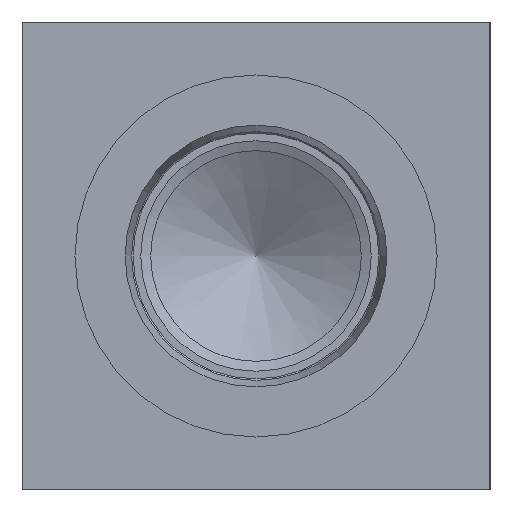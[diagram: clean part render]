
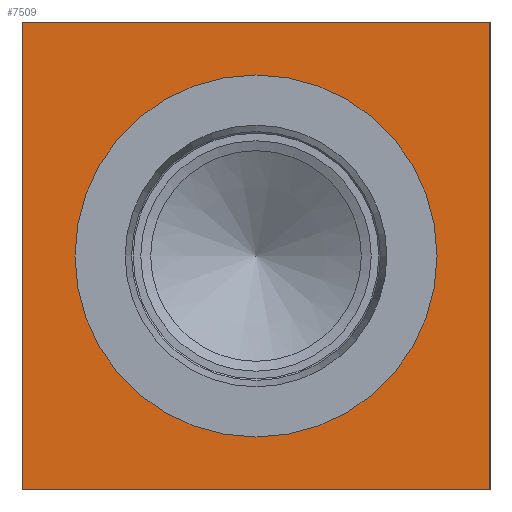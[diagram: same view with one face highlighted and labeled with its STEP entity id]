
A CAD part, left-side view. The second image highlights one B-rep face of the part: STEP entity #7509.
In plain terms, the highlighted planar face has unit normal (-1, 0, 0).
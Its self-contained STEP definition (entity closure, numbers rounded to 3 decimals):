
#191=CIRCLE('',#7917,24.562);
#192=CIRCLE('',#7918,24.562);
#264=FACE_BOUND('',#1343,.T.);
#913=FACE_OUTER_BOUND('',#1342,.T.);
#1342=EDGE_LOOP('',(#6574,#6575,#6576,#6577));
#1343=EDGE_LOOP('',(#6578,#6579));
#1627=LINE('',#11407,#2348);
#2069=LINE('',#12876,#2790);
#2070=LINE('',#12877,#2791);
#2071=LINE('',#12878,#2792);
#2348=VECTOR('',#8388,10.);
#2790=VECTOR('',#9542,10.);
#2791=VECTOR('',#9543,10.);
#2792=VECTOR('',#9544,10.);
#3078=VERTEX_POINT('',#11400);
#3081=VERTEX_POINT('',#11405);
#3463=VERTEX_POINT('',#12790);
#3464=VERTEX_POINT('',#12791);
#3491=VERTEX_POINT('',#12874);
#3492=VERTEX_POINT('',#12875);
#3918=EDGE_CURVE('',#3081,#3078,#1627,.T.);
#4485=EDGE_CURVE('',#3463,#3464,#191,.T.);
#4486=EDGE_CURVE('',#3464,#3463,#192,.T.);
#4525=EDGE_CURVE('',#3491,#3492,#2069,.T.);
#4526=EDGE_CURVE('',#3492,#3078,#2070,.T.);
#4527=EDGE_CURVE('',#3491,#3081,#2071,.T.);
#6574=ORIENTED_EDGE('',*,*,#4525,.T.);
#6575=ORIENTED_EDGE('',*,*,#4526,.T.);
#6576=ORIENTED_EDGE('',*,*,#3918,.F.);
#6577=ORIENTED_EDGE('',*,*,#4527,.F.);
#6578=ORIENTED_EDGE('',*,*,#4485,.T.);
#6579=ORIENTED_EDGE('',*,*,#4486,.T.);
#6835=PLANE('',#7959);
#7509=ADVANCED_FACE('',(#913,#264),#6835,.T.);
#7917=AXIS2_PLACEMENT_3D('',#12792,#9443,#9444);
#7918=AXIS2_PLACEMENT_3D('',#12793,#9445,#9446);
#7959=AXIS2_PLACEMENT_3D('',#12873,#9540,#9541);
#8388=DIRECTION('',(0.,-1.,0.));
#9443=DIRECTION('center_axis',(1.,0.,0.));
#9444=DIRECTION('ref_axis',(0.,0.,1.));
#9445=DIRECTION('center_axis',(1.,0.,0.));
#9446=DIRECTION('ref_axis',(0.,0.,1.));
#9540=DIRECTION('center_axis',(-1.,0.,0.));
#9541=DIRECTION('ref_axis',(0.,-1.,0.));
#9542=DIRECTION('',(0.,-1.,0.));
#9543=DIRECTION('',(0.,0.,1.));
#9544=DIRECTION('',(0.,0.,1.));
#11400=CARTESIAN_POINT('',(0.,0.,63.5));
#11405=CARTESIAN_POINT('',(0.,63.5,63.5));
#11407=CARTESIAN_POINT('',(0.,63.5,63.5));
#12790=CARTESIAN_POINT('',(0.,31.75,56.312));
#12791=CARTESIAN_POINT('',(0.,31.75,7.188));
#12792=CARTESIAN_POINT('Origin',(0.,31.75,31.75));
#12793=CARTESIAN_POINT('Origin',(0.,31.75,31.75));
#12873=CARTESIAN_POINT('Origin',(0.,63.5,0.));
#12874=CARTESIAN_POINT('',(0.,63.5,0.));
#12875=CARTESIAN_POINT('',(0.,0.,0.));
#12876=CARTESIAN_POINT('',(0.,63.5,0.));
#12877=CARTESIAN_POINT('',(0.,0.,0.));
#12878=CARTESIAN_POINT('',(0.,63.5,0.));
